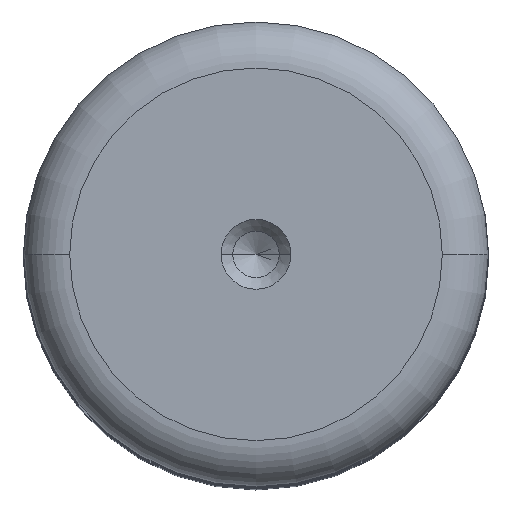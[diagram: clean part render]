
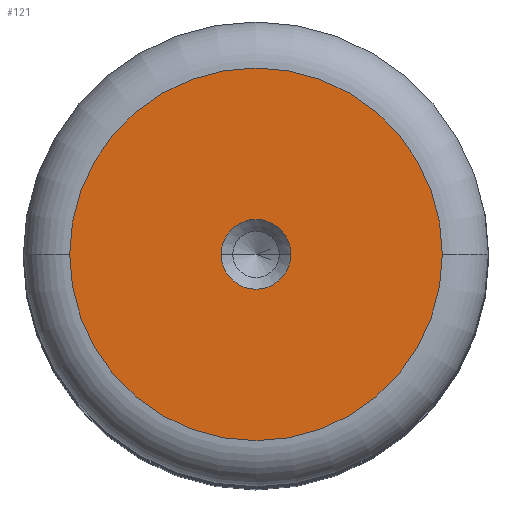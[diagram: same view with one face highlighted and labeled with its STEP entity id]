
A CAD part, top view. The second image highlights one B-rep face of the part: STEP entity #121.
In plain terms, the highlighted planar face has unit normal (0, 0, 1).
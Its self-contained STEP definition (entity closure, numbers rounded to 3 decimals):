
#80 = CARTESIAN_POINT ( 'NONE',  ( 1.5, 0., 70. ) ) ;
#121 = ADVANCED_FACE ( 'NONE', ( #2209, #510 ), #1390, .T. ) ;
#165 = ORIENTED_EDGE ( 'NONE', *, *, #1497, .F. ) ;
#201 = VERTEX_POINT ( 'NONE', #576 ) ;
#314 = CARTESIAN_POINT ( 'NONE',  ( 8.013, 0., 70. ) ) ;
#335 = AXIS2_PLACEMENT_3D ( 'NONE', #2216, #1244, #1229 ) ;
#344 = DIRECTION ( 'NONE',  ( 0., 0., 1. ) ) ;
#376 = AXIS2_PLACEMENT_3D ( 'NONE', #788, #1974, #962 ) ;
#510 = FACE_OUTER_BOUND ( 'NONE', #867, .T. ) ;
#576 = CARTESIAN_POINT ( 'NONE',  ( -1.5, 0., 70. ) ) ;
#623 = VERTEX_POINT ( 'NONE', #80 ) ;
#651 = VERTEX_POINT ( 'NONE', #960 ) ;
#663 = ORIENTED_EDGE ( 'NONE', *, *, #1831, .T. ) ;
#788 = CARTESIAN_POINT ( 'NONE',  ( 0., 0., 70. ) ) ;
#844 = AXIS2_PLACEMENT_3D ( 'NONE', #1958, #943, #2133 ) ;
#867 = EDGE_LOOP ( 'NONE', ( #1450, #663 ) ) ;
#943 = DIRECTION ( 'NONE',  ( 0., 0., 1. ) ) ;
#960 = CARTESIAN_POINT ( 'NONE',  ( -8.013, 0., 70. ) ) ;
#962 = DIRECTION ( 'NONE',  ( 1., 0., 0. ) ) ;
#981 = DIRECTION ( 'NONE',  ( 0., 0., 1. ) ) ;
#1034 = EDGE_CURVE ( 'NONE', #623, #201, #1757, .T. ) ;
#1229 = DIRECTION ( 'NONE',  ( 1., 0., 0. ) ) ;
#1232 = EDGE_LOOP ( 'NONE', ( #1737, #165 ) ) ;
#1244 = DIRECTION ( 'NONE',  ( 0., 0., 1. ) ) ;
#1368 = CARTESIAN_POINT ( 'NONE',  ( 0., 0., 70. ) ) ;
#1385 = CIRCLE ( 'NONE', #2015, 1.5 ) ;
#1390 = PLANE ( 'NONE',  #335 ) ;
#1396 = VERTEX_POINT ( 'NONE', #314 ) ;
#1412 = CIRCLE ( 'NONE', #376, 8.013 ) ;
#1450 = ORIENTED_EDGE ( 'NONE', *, *, #1864, .T. ) ;
#1497 = EDGE_CURVE ( 'NONE', #201, #623, #1385, .T. ) ;
#1540 = DIRECTION ( 'NONE',  ( 1., 0., 0. ) ) ;
#1737 = ORIENTED_EDGE ( 'NONE', *, *, #1034, .F. ) ;
#1757 = CIRCLE ( 'NONE', #1979, 1.5 ) ;
#1808 = CIRCLE ( 'NONE', #844, 8.013 ) ;
#1831 = EDGE_CURVE ( 'NONE', #651, #1396, #1808, .T. ) ;
#1864 = EDGE_CURVE ( 'NONE', #1396, #651, #1412, .T. ) ;
#1958 = CARTESIAN_POINT ( 'NONE',  ( 0., 0., 70. ) ) ;
#1974 = DIRECTION ( 'NONE',  ( 0., 0., 1. ) ) ;
#1979 = AXIS2_PLACEMENT_3D ( 'NONE', #1992, #981, #2163 ) ;
#1992 = CARTESIAN_POINT ( 'NONE',  ( 0., 0., 70. ) ) ;
#2015 = AXIS2_PLACEMENT_3D ( 'NONE', #1368, #344, #1540 ) ;
#2133 = DIRECTION ( 'NONE',  ( 1., 0., 0. ) ) ;
#2163 = DIRECTION ( 'NONE',  ( 1., 0., 0. ) ) ;
#2209 = FACE_BOUND ( 'NONE', #1232, .T. ) ;
#2216 = CARTESIAN_POINT ( 'NONE',  ( 0., 0., 70. ) ) ;
